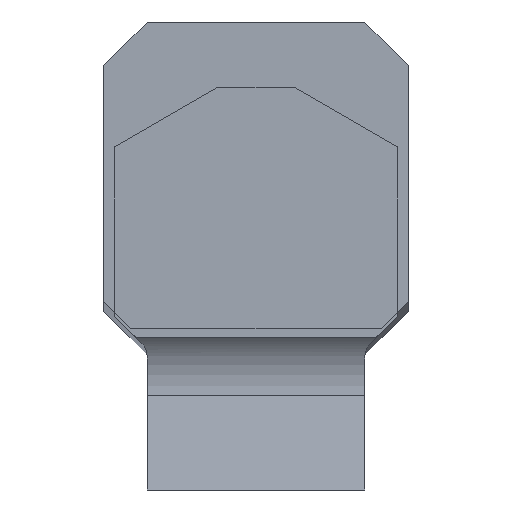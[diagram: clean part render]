
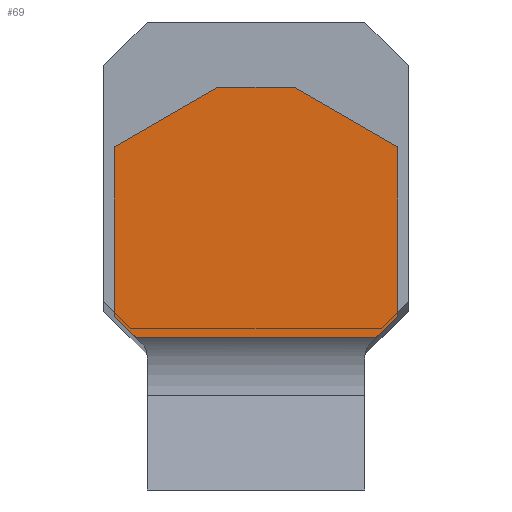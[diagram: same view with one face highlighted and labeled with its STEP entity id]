
A CAD part, top view. The second image highlights one B-rep face of the part: STEP entity #69.
In plain terms, the highlighted planar face has unit normal (0, 0, 1).
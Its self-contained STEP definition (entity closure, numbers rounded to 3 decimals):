
#69=ADVANCED_FACE('',(#136),#105,.T.);
#105=PLANE('',#709);
#136=FACE_OUTER_BOUND('',#172,.T.);
#172=EDGE_LOOP('',(#212,#213,#214,#215,#216,#217,#218,#219));
#212=ORIENTED_EDGE('',*,*,#456,.F.);
#213=ORIENTED_EDGE('',*,*,#454,.F.);
#214=ORIENTED_EDGE('',*,*,#457,.T.);
#215=ORIENTED_EDGE('',*,*,#458,.F.);
#216=ORIENTED_EDGE('',*,*,#459,.F.);
#217=ORIENTED_EDGE('',*,*,#460,.F.);
#218=ORIENTED_EDGE('',*,*,#461,.F.);
#219=ORIENTED_EDGE('',*,*,#462,.T.);
#394=VERTEX_POINT('',#931);
#395=VERTEX_POINT('',#933);
#396=VERTEX_POINT('',#937);
#397=VERTEX_POINT('',#939);
#398=VERTEX_POINT('',#941);
#399=VERTEX_POINT('',#943);
#400=VERTEX_POINT('',#945);
#401=VERTEX_POINT('',#947);
#454=EDGE_CURVE('',#394,#395,#546,.T.);
#456=EDGE_CURVE('',#395,#396,#548,.T.);
#457=EDGE_CURVE('',#394,#397,#549,.T.);
#458=EDGE_CURVE('',#398,#397,#550,.T.);
#459=EDGE_CURVE('',#399,#398,#551,.T.);
#460=EDGE_CURVE('',#400,#399,#552,.T.);
#461=EDGE_CURVE('',#401,#400,#553,.T.);
#462=EDGE_CURVE('',#401,#396,#554,.T.);
#546=LINE('',#932,#628);
#548=LINE('',#936,#630);
#549=LINE('',#938,#631);
#550=LINE('',#940,#632);
#551=LINE('',#942,#633);
#552=LINE('',#944,#634);
#553=LINE('',#946,#635);
#554=LINE('',#948,#636);
#628=VECTOR('',#757,1.);
#630=VECTOR('',#761,1.);
#631=VECTOR('',#762,1.);
#632=VECTOR('',#763,1.);
#633=VECTOR('',#764,1.);
#634=VECTOR('',#765,1.);
#635=VECTOR('',#766,1.);
#636=VECTOR('',#767,1.);
#709=AXIS2_PLACEMENT_3D('',#949,#768,#769);
#757=DIRECTION('',(0.,-1.,0.));
#761=DIRECTION('',(-0.707,-0.707,0.));
#762=DIRECTION('',(-0.866,0.5,0.));
#763=DIRECTION('',(1.,0.,0.));
#764=DIRECTION('',(0.866,0.5,0.));
#765=DIRECTION('',(0.,1.,0.));
#766=DIRECTION('',(-0.707,0.707,0.));
#767=DIRECTION('',(1.,0.,0.));
#768=DIRECTION('',(0.,0.,1.));
#769=DIRECTION('',(-1.,0.,0.));
#931=CARTESIAN_POINT('',(13.5,14.859,250.1));
#932=CARTESIAN_POINT('',(13.5,8.225,250.1));
#933=CARTESIAN_POINT('',(13.5,7.091,250.1));
#936=CARTESIAN_POINT('',(12.254,5.846,250.1));
#937=CARTESIAN_POINT('',(12.509,6.1,250.1));
#938=CARTESIAN_POINT('',(8.752,17.6,250.1));
#939=CARTESIAN_POINT('',(8.752,17.6,250.1));
#940=CARTESIAN_POINT('',(7.,17.6,250.1));
#941=CARTESIAN_POINT('',(5.248,17.6,250.1));
#942=CARTESIAN_POINT('',(5.248,17.6,250.1));
#943=CARTESIAN_POINT('',(0.5,14.859,250.1));
#944=CARTESIAN_POINT('',(0.5,8.225,250.1));
#945=CARTESIAN_POINT('',(0.5,7.091,250.1));
#946=CARTESIAN_POINT('',(1.746,5.846,250.1));
#947=CARTESIAN_POINT('',(1.491,6.1,250.1));
#948=CARTESIAN_POINT('',(0.5,6.1,250.1));
#949=CARTESIAN_POINT('',(7.,11.1,250.1));
